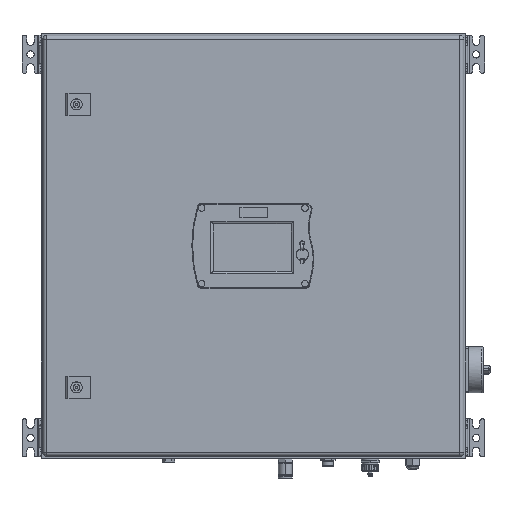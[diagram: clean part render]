
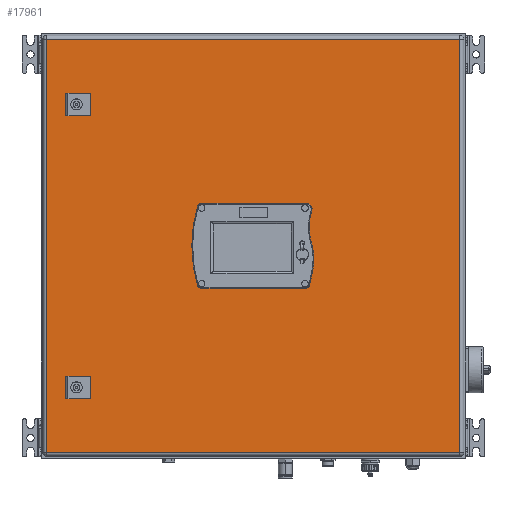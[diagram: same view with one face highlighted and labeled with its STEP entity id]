
A CAD part, top view. The second image highlights one B-rep face of the part: STEP entity #17961.
In plain terms, the highlighted planar face has unit normal (0, 0, 1).
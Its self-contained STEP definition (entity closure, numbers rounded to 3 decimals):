
#3362=CARTESIAN_POINT('',(74.943,358.5,126.));
#3363=CARTESIAN_POINT('',(75.445,358.5,126.));
#3364=CARTESIAN_POINT('',(76.463,358.382,126.));
#3365=CARTESIAN_POINT('',(77.895,357.86,126.));
#3366=CARTESIAN_POINT('',(79.172,357.017,126.));
#3367=CARTESIAN_POINT('',(80.219,355.901,126.));
#3368=CARTESIAN_POINT('',(80.975,354.572,126.));
#3369=CARTESIAN_POINT('',(81.403,353.102,126.));
#3370=CARTESIAN_POINT('',(81.479,351.579,126.));
#3371=CARTESIAN_POINT('',(81.291,350.572,126.));
#3372=CARTESIAN_POINT('',(81.142,350.093,126.));
#3374=DIRECTION('',(1.,0.,0.));
#3375=VECTOR('',#3374,149.031);
#3376=CARTESIAN_POINT('',(-74.088,358.5,126.));
#3377=LINE('',#3376,#3375);
#3378=CARTESIAN_POINT('',(-77.439,355.992,126.));
#3379=CARTESIAN_POINT('',(-77.37,356.229,126.));
#3380=CARTESIAN_POINT('',(-77.177,356.694,126.));
#3381=CARTESIAN_POINT('',(-76.749,357.311,126.));
#3382=CARTESIAN_POINT('',(-76.198,357.825,126.));
#3383=CARTESIAN_POINT('',(-75.549,358.21,126.));
#3384=CARTESIAN_POINT('',(-74.836,358.447,126.));
#3385=CARTESIAN_POINT('',(-74.334,358.5,126.));
#3386=CARTESIAN_POINT('',(-74.088,358.5,126.));
#3388=CARTESIAN_POINT('',(113.,300.,126.));
#3389=DIRECTION('',(0.,0.,-1.));
#3390=DIRECTION('',(-0.959,-0.282,0.));
#3391=AXIS2_PLACEMENT_3D('',#3388,#3389,#3390);
#3393=CARTESIAN_POINT('',(-74.088,241.5,126.));
#3394=CARTESIAN_POINT('',(-74.334,241.5,126.));
#3395=CARTESIAN_POINT('',(-74.836,241.553,126.));
#3396=CARTESIAN_POINT('',(-75.549,241.79,126.));
#3397=CARTESIAN_POINT('',(-76.197,242.174,126.));
#3398=CARTESIAN_POINT('',(-76.749,242.688,126.));
#3399=CARTESIAN_POINT('',(-77.177,243.305,126.));
#3400=CARTESIAN_POINT('',(-77.37,243.771,126.));
#3401=CARTESIAN_POINT('',(-77.439,244.008,126.));
#3403=DIRECTION('',(-1.,0.,0.));
#3404=VECTOR('',#3403,148.176);
#3405=CARTESIAN_POINT('',(74.088,241.5,126.));
#3406=LINE('',#3405,#3404);
#3407=CARTESIAN_POINT('',(77.439,244.008,126.));
#3408=CARTESIAN_POINT('',(77.37,243.771,126.));
#3409=CARTESIAN_POINT('',(77.177,243.306,126.));
#3410=CARTESIAN_POINT('',(76.749,242.689,126.));
#3411=CARTESIAN_POINT('',(76.198,242.175,126.));
#3412=CARTESIAN_POINT('',(75.549,241.79,126.));
#3413=CARTESIAN_POINT('',(74.836,241.553,126.));
#3414=CARTESIAN_POINT('',(74.334,241.5,126.));
#3415=CARTESIAN_POINT('',(74.088,241.5,126.));
#3417=CARTESIAN_POINT('',(-113.,300.,126.));
#3418=DIRECTION('',(0.,0.,-1.));
#3419=DIRECTION('',(0.99,-0.141,0.));
#3420=AXIS2_PLACEMENT_3D('',#3417,#3418,#3419);
#3422=CARTESIAN_POINT('',(15.701,281.668,126.));
#3423=DIRECTION('',(0.,0.,-1.));
#3424=DIRECTION('',(0.955,0.296,0.));
#3425=AXIS2_PLACEMENT_3D('',#3422,#3423,#3424);
#3427=CARTESIAN_POINT('',(159.,326.,126.));
#3428=DIRECTION('',(0.,0.,1.));
#3429=DIRECTION('',(-0.955,0.296,0.));
#3430=AXIS2_PLACEMENT_3D('',#3427,#3428,#3429);
#3432=DIRECTION('',(1.,0.,0.));
#3433=VECTOR('',#3432,584.);
#3434=CARTESIAN_POINT('',(-292.,592.,126.));
#3435=LINE('',#3434,#3433);
#3436=DIRECTION('',(-1.,0.,0.));
#3437=VECTOR('',#3436,32.25);
#3438=CARTESIAN_POINT('',(-233.75,516.,126.));
#3439=LINE('',#3438,#3437);
#3440=DIRECTION('',(0.,1.,0.));
#3441=VECTOR('',#3440,32.);
#3442=CARTESIAN_POINT('',(-233.75,484.,126.));
#3443=LINE('',#3442,#3441);
#3444=DIRECTION('',(-1.,0.,0.));
#3445=VECTOR('',#3444,32.25);
#3446=CARTESIAN_POINT('',(-233.75,116.,126.));
#3447=LINE('',#3446,#3445);
#3448=DIRECTION('',(0.,1.,0.));
#3449=VECTOR('',#3448,32.);
#3450=CARTESIAN_POINT('',(-233.75,84.,126.));
#3451=LINE('',#3450,#3449);
#4822=DIRECTION('',(0.,-1.,0.));
#4823=VECTOR('',#4822,584.);
#4824=CARTESIAN_POINT('',(-292.,592.,126.));
#4825=LINE('',#4824,#4823);
#4853=DIRECTION('',(1.,0.,0.));
#4854=VECTOR('',#4853,584.);
#4855=CARTESIAN_POINT('',(-292.,8.,126.));
#4856=LINE('',#4855,#4854);
#4888=DIRECTION('',(0.,1.,0.));
#4889=VECTOR('',#4888,584.);
#4890=CARTESIAN_POINT('',(292.,8.,126.));
#4891=LINE('',#4890,#4889);
#4966=DIRECTION('',(-1.,0.,0.));
#4967=VECTOR('',#4966,32.25);
#4968=CARTESIAN_POINT('',(-233.75,484.,126.));
#4969=LINE('',#4968,#4967);
#4978=DIRECTION('',(0.,1.,0.));
#4979=VECTOR('',#4978,32.);
#4980=CARTESIAN_POINT('',(-266.,484.,126.));
#4981=LINE('',#4980,#4979);
#5210=DIRECTION('',(-1.,0.,0.));
#5211=VECTOR('',#5210,32.25);
#5212=CARTESIAN_POINT('',(-233.75,84.,126.));
#5213=LINE('',#5212,#5211);
#5222=DIRECTION('',(0.,1.,0.));
#5223=VECTOR('',#5222,32.);
#5224=CARTESIAN_POINT('',(-266.,84.,126.));
#5225=LINE('',#5224,#5223);
#11894=CARTESIAN_POINT('',(-292.,592.,126.));
#11895=CARTESIAN_POINT('',(292.,592.,126.));
#11896=VERTEX_POINT('',#11894);
#11897=VERTEX_POINT('',#11895);
#11898=CARTESIAN_POINT('',(-292.,8.,126.));
#11899=VERTEX_POINT('',#11898);
#11900=CARTESIAN_POINT('',(292.,8.,126.));
#11901=VERTEX_POINT('',#11900);
#11902=CARTESIAN_POINT('',(-233.75,516.,126.));
#11903=CARTESIAN_POINT('',(-266.,516.,126.));
#11904=VERTEX_POINT('',#11902);
#11905=VERTEX_POINT('',#11903);
#11906=CARTESIAN_POINT('',(-266.,484.,126.));
#11907=VERTEX_POINT('',#11906);
#11908=CARTESIAN_POINT('',(-233.75,484.,126.));
#11909=VERTEX_POINT('',#11908);
#11910=CARTESIAN_POINT('',(-233.75,116.,126.));
#11911=CARTESIAN_POINT('',(-266.,116.,126.));
#11912=VERTEX_POINT('',#11910);
#11913=VERTEX_POINT('',#11911);
#11914=CARTESIAN_POINT('',(-266.,84.,126.));
#11915=VERTEX_POINT('',#11914);
#11916=CARTESIAN_POINT('',(-233.75,84.,126.));
#11917=VERTEX_POINT('',#11916);
#13387=CARTESIAN_POINT('',(-74.088,358.5,126.));
#13388=CARTESIAN_POINT('',(74.943,358.5,126.));
#13389=VERTEX_POINT('',#13387);
#13390=VERTEX_POINT('',#13388);
#13391=VERTEX_POINT('',#3378);
#13392=CARTESIAN_POINT('',(-77.439,244.008,126.));
#13393=VERTEX_POINT('',#13392);
#13394=VERTEX_POINT('',#3393);
#13395=CARTESIAN_POINT('',(74.088,241.5,126.));
#13396=VERTEX_POINT('',#13395);
#13397=VERTEX_POINT('',#3407);
#13398=CARTESIAN_POINT('',(83.516,272.008,126.));
#13399=VERTEX_POINT('',#13398);
#13400=CARTESIAN_POINT('',(81.141,301.913,126.));
#13401=VERTEX_POINT('',#13400);
#13402=CARTESIAN_POINT('',(81.142,350.093,126.));
#13403=VERTEX_POINT('',#13402);
#17905=CARTESIAN_POINT('',(292.,592.,126.));
#17906=DIRECTION('',(0.,0.,-1.));
#17907=DIRECTION('',(-1.,0.,0.));
#17908=AXIS2_PLACEMENT_3D('',#17905,#17906,#17907);
#17909=PLANE('',#17908);
#17911=ORIENTED_EDGE('',*,*,#17910,.F.);
#17912=ORIENTED_EDGE('',*,*,#17895,.T.);
#17914=ORIENTED_EDGE('',*,*,#17913,.F.);
#17916=ORIENTED_EDGE('',*,*,#17915,.F.);
#17917=EDGE_LOOP('',(#17911,#17912,#17914,#17916));
#17918=FACE_OUTER_BOUND('',#17917,.F.);
#17920=ORIENTED_EDGE('',*,*,#17919,.F.);
#17922=ORIENTED_EDGE('',*,*,#17921,.F.);
#17924=ORIENTED_EDGE('',*,*,#17923,.F.);
#17926=ORIENTED_EDGE('',*,*,#17925,.F.);
#17928=ORIENTED_EDGE('',*,*,#17927,.F.);
#17930=ORIENTED_EDGE('',*,*,#17929,.F.);
#17932=ORIENTED_EDGE('',*,*,#17931,.F.);
#17934=ORIENTED_EDGE('',*,*,#17933,.F.);
#17936=ORIENTED_EDGE('',*,*,#17935,.F.);
#17938=ORIENTED_EDGE('',*,*,#17937,.F.);
#17939=EDGE_LOOP('',(#17920,#17922,#17924,#17926,#17928,#17930,#17932,#17934,
#17936,#17938));
#17940=FACE_BOUND('',#17939,.F.);
#17942=ORIENTED_EDGE('',*,*,#17941,.T.);
#17944=ORIENTED_EDGE('',*,*,#17943,.F.);
#17946=ORIENTED_EDGE('',*,*,#17945,.F.);
#17948=ORIENTED_EDGE('',*,*,#17947,.T.);
#17949=EDGE_LOOP('',(#17942,#17944,#17946,#17948));
#17950=FACE_BOUND('',#17949,.F.);
#17952=ORIENTED_EDGE('',*,*,#17951,.T.);
#17954=ORIENTED_EDGE('',*,*,#17953,.F.);
#17956=ORIENTED_EDGE('',*,*,#17955,.F.);
#17958=ORIENTED_EDGE('',*,*,#17957,.T.);
#17959=EDGE_LOOP('',(#17952,#17954,#17956,#17958));
#17960=FACE_BOUND('',#17959,.F.);
#17961=ADVANCED_FACE('',(#17918,#17940,#17950,#17960),#17909,.F.);
#3373=B_SPLINE_CURVE_WITH_KNOTS('',3,(#3362,#3363,#3364,#3365,#3366,#3367,#3368,
#3369,#3370,#3371,#3372),.UNSPECIFIED.,.F.,.F.,(4,1,1,1,1,1,1,1,4),(0.,
0.124,0.25,0.374,0.5,
0.626,0.75,0.876,1.),.UNSPECIFIED.);
#3387=B_SPLINE_CURVE_WITH_KNOTS('',3,(#3378,#3379,#3380,#3381,#3382,#3383,#3384,
#3385,#3386),.UNSPECIFIED.,.F.,.F.,(4,1,1,1,1,1,4),(0.,0.165,
0.333,0.5,0.666,0.835,1.),
.UNSPECIFIED.);
#3392=CIRCLE('',#3391,198.5);
#3402=B_SPLINE_CURVE_WITH_KNOTS('',3,(#3393,#3394,#3395,#3396,#3397,#3398,#3399,
#3400,#3401),.UNSPECIFIED.,.F.,.F.,(4,1,1,1,1,1,4),(0.,0.165,
0.334,0.5,0.666,0.835,1.),
.UNSPECIFIED.);
#3416=B_SPLINE_CURVE_WITH_KNOTS('',3,(#3407,#3408,#3409,#3410,#3411,#3412,#3413,
#3414,#3415),.UNSPECIFIED.,.F.,.F.,(4,1,1,1,1,1,4),(0.,0.165,
0.333,0.5,0.666,0.835,1.),
.UNSPECIFIED.);
#3421=CIRCLE('',#3420,198.5);
#3426=CIRCLE('',#3425,68.5);
#3431=CIRCLE('',#3430,81.5);
#17895=EDGE_CURVE('',#11896,#11897,#3435,.T.);
#17910=EDGE_CURVE('',#11896,#11899,#4825,.T.);
#17913=EDGE_CURVE('',#11901,#11897,#4891,.T.);
#17915=EDGE_CURVE('',#11899,#11901,#4856,.T.);
#17919=EDGE_CURVE('',#13390,#13403,#3373,.T.);
#17921=EDGE_CURVE('',#13389,#13390,#3377,.T.);
#17923=EDGE_CURVE('',#13391,#13389,#3387,.T.);
#17925=EDGE_CURVE('',#13393,#13391,#3392,.T.);
#17927=EDGE_CURVE('',#13394,#13393,#3402,.T.);
#17929=EDGE_CURVE('',#13396,#13394,#3406,.T.);
#17931=EDGE_CURVE('',#13397,#13396,#3416,.T.);
#17933=EDGE_CURVE('',#13399,#13397,#3421,.T.);
#17935=EDGE_CURVE('',#13401,#13399,#3426,.T.);
#17937=EDGE_CURVE('',#13403,#13401,#3431,.T.);
#17941=EDGE_CURVE('',#11904,#11905,#3439,.T.);
#17943=EDGE_CURVE('',#11907,#11905,#4981,.T.);
#17945=EDGE_CURVE('',#11909,#11907,#4969,.T.);
#17947=EDGE_CURVE('',#11909,#11904,#3443,.T.);
#17951=EDGE_CURVE('',#11912,#11913,#3447,.T.);
#17953=EDGE_CURVE('',#11915,#11913,#5225,.T.);
#17955=EDGE_CURVE('',#11917,#11915,#5213,.T.);
#17957=EDGE_CURVE('',#11917,#11912,#3451,.T.);
